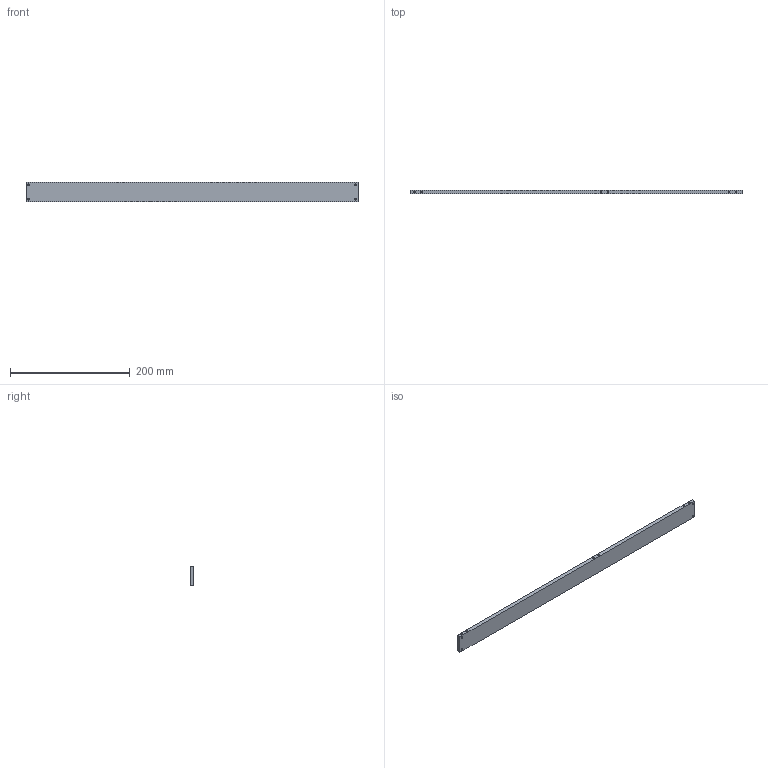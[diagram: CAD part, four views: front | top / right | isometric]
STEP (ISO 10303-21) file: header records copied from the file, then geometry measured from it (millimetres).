
FILE_DESCRIPTION(/* description */ (''),/* implementation_level */ '2;1');
FILE_NAME(/* name */ 'long strip.step',/* time_stamp */ '2019-03-14T16:04:13-06:00',/* author */ (''),/* organization */ (''),/* preprocessor_version */ 'ST-DEVELOPER v17.2',/* originating_system */ 'Autodesk Translation Framework v7.6.0.251',/* authorisation */ '');
FILE_SCHEMA (('AUTOMOTIVE_DESIGN { 1 0 10303 214 3 1 1 }'));
Length unit declared in the file: millimetre
Products named in the file (1): long strip
Bounding box: 555 x 6.35 x 32 mm (x, y, z)
Volume: 112394.1 mm3; surface area: 43764.6 mm2
Topology: 1 solids, 1 shells, 219 faces, 600 edges, 382 vertices
Faces by surface type: cylinder 189, plane 12, bspline 12, cone 6
Full cylindrical faces by diameter (mm): 2.529 x84, 2.946 x4, 3.086 x83
Entity records: 16761 total; most frequent: CARTESIAN_POINT 11913, ORIENTED_EDGE 1188, DIRECTION 707, EDGE_CURVE 594, VERTEX_POINT 382, B_SPLINE_CURVE_WITH_KNOTS 351, AXIS2_PLACEMENT_3D 256, EDGE_LOOP 234
